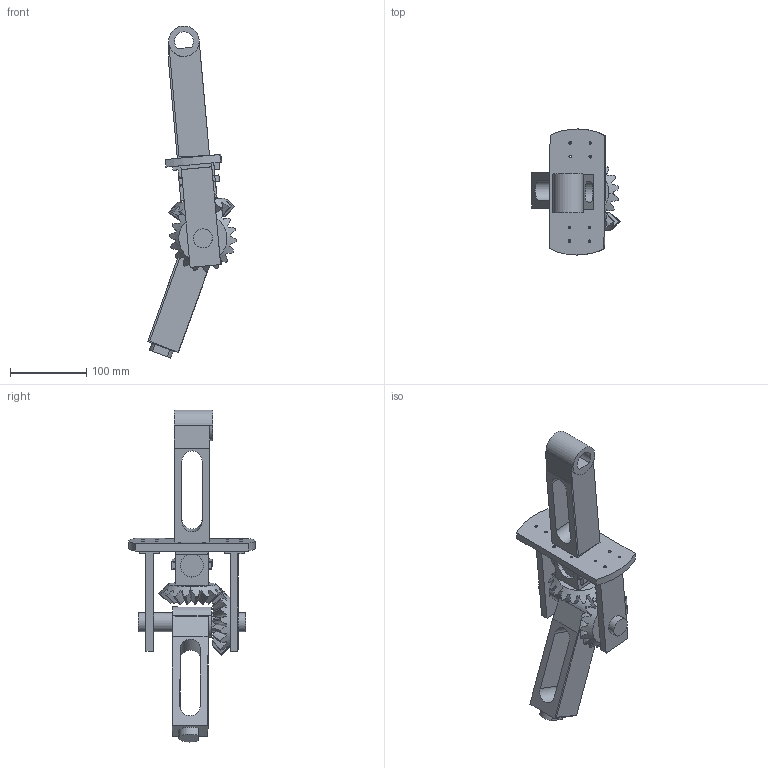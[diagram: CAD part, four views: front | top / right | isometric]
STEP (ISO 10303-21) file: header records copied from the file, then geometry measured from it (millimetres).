
FILE_DESCRIPTION((''),'2;1');
FILE_NAME('SHOULDER_LENGTH_MOTOR_ASM','2020-12-31T13:20:03',('TINH LE'),(''),'CREO PARAMETRIC BY PTC INC, 2020154','CREO PARAMETRIC BY PTC INC, 2020154','');
FILE_SCHEMA(('CONFIG_CONTROL_DESIGN'));
Length unit declared in the file: millimetre
Products named in the file (11): SHOULDER_LENGTH; SHOULDER_JOINT; SHOULDER_MOTOR_ATTACH; NEMA_17_STEPPER_MOTOR_; SHOULDER_BEVEL_GEAR; SHOULDER_MOTOR_ASM; PIVOT_MOTOR_HOOK; SHOULDER_BEVEL_GEAR_SUPPORT; SHOULDER_GEAR_CYLINDER; SHOULDER_BEVEL_GEAR_2; SHOULDER_LENGTH_MOTOR_ASM
Assembly tree (12 placements, depth 3):
  SHOULDER_LENGTH_MOTOR_ASM
    SHOULDER_LENGTH  x2
    SHOULDER_JOINT
    SHOULDER_MOTOR_ATTACH
    SHOULDER_MOTOR_ASM
      NEMA_17_STEPPER_MOTOR_
      SHOULDER_BEVEL_GEAR
    PIVOT_MOTOR_HOOK
    SHOULDER_BEVEL_GEAR_SUPPORT  x2
    SHOULDER_GEAR_CYLINDER
    SHOULDER_BEVEL_GEAR_2
Bounding box: 116.02 x 164.99 x 434.35 mm (x, y, z)
Volume: 892403.6 mm3; surface area: 212273.5 mm2
Topology: 11 solids, 11 shells, 344 faces, 917 edges, 610 vertices
Faces by surface type: plane 139, cylinder 125, cone 44, bspline 36
Entity records: 18655 total; most frequent: CARTESIAN_POINT 10623, ORIENTED_EDGE 1622, DIRECTION 1619, EDGE_CURVE 811, AXIS2_PLACEMENT_3D 596, VERTEX_POINT 540, VECTOR 427, LINE 427
